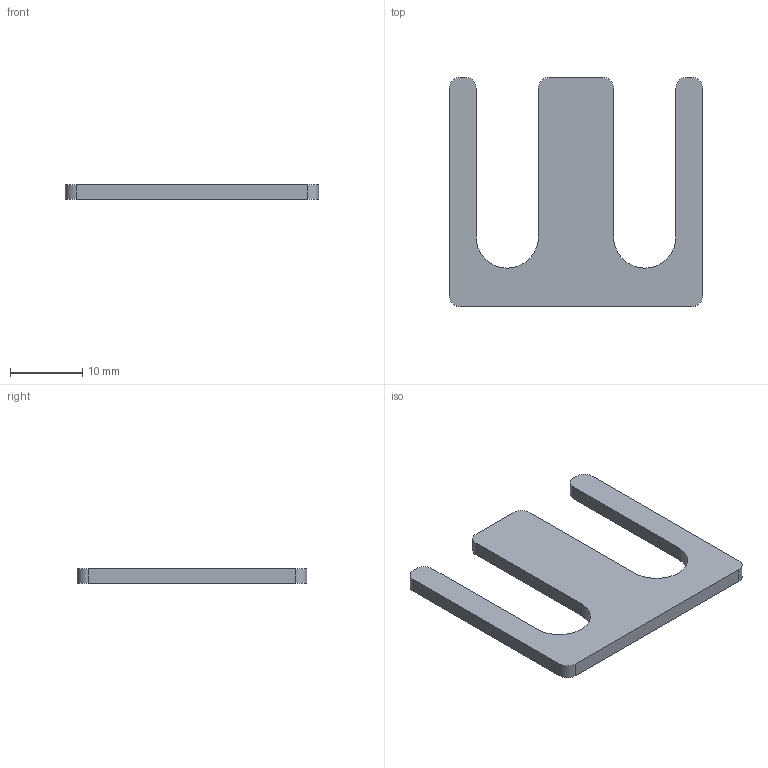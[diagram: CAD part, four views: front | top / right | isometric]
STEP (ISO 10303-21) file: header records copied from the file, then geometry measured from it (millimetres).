
FILE_DESCRIPTION(/* description */ ('STEP AP242','CAx-IF Rec.Pracs.---Representation and Presentation of Product Manufacturing Information (PMI)---4.0---2014-10-13','CAx-IF Rec.Pracs.---3D Tessellated Geometry---0.4---2014-09-14','2;1'),/* implementation_level */ '2;1');
FILE_NAME(/* name */ '627ae58b109104542d933ef2',/* time_stamp */ '2022-05-10T22:22:03+00:00',/* author */ (''),/* organization */ (''),/* preprocessor_version */ 'ST-DEVELOPER v18.101',/* originating_system */ ' ',/* authorisation */ ' ');
FILE_SCHEMA (('AP242_MANAGED_MODEL_BASED_3D_ENGINEERING_MIM_LF { 1 0 10303 442 1 1 4 }'));
Length unit declared in the file: metre
Products named in the file (1): DSCH077-M200
Bounding box: 35.05 x 31.75 x 2 mm (x, y, z)
Volume: 1337.3 mm3; surface area: 1790.6 mm2
Topology: 1 solids, 1 shells, 22 faces, 60 edges, 40 vertices
Faces by surface type: plane 12, cylinder 10
Entity records: 726 total; most frequent: DIRECTION 126, CARTESIAN_POINT 123, ORIENTED_EDGE 120, EDGE_CURVE 60, AXIS2_PLACEMENT_3D 43, VERTEX_POINT 40, LINE 40, VECTOR 40
